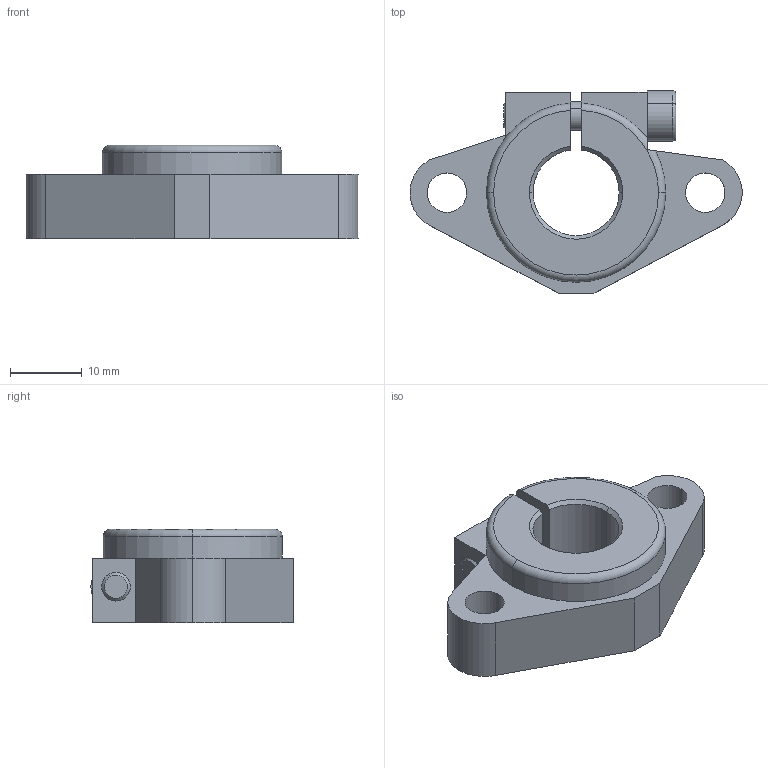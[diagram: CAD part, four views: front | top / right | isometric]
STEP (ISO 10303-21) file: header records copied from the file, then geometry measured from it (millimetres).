
FILE_DESCRIPTION (( 'STEP AP214' ), '1' );
FILE_NAME ('1.STEP', '2024-03-15T06:06:27', ( '' ), ( '' ), 'SwSTEP 2.0', 'SolidWorks 2022', '' );
FILE_SCHEMA (( 'AUTOMOTIVE_DESIGN' ));
Length unit declared in the file: millimetre
Products named in the file (3): 1; socket head cap screw_din_DIN 912 M4 x 20 --- 20N; B424 Держатель полированных валов SHF12_00
Assembly tree (2 placements, depth 2):
  1
    B424 Держатель полированных валов SHF12_00
    socket head cap screw_din_DIN 912 M4 x 20 --- 20N
Bounding box: 46.28 x 28.2 x 13 mm (x, y, z)
Volume: 7572.9 mm3; surface area: 4268.6 mm2
Topology: 2 solids, 2 shells, 69 faces, 172 edges, 107 vertices
Faces by surface type: plane 30, cylinder 22, cone 10, torus 7
Entity records: 2197 total; most frequent: CARTESIAN_POINT 395, DIRECTION 381, ORIENTED_EDGE 340, EDGE_CURVE 170, AXIS2_PLACEMENT_3D 145, VERTEX_POINT 107, LINE 91, VECTOR 91
